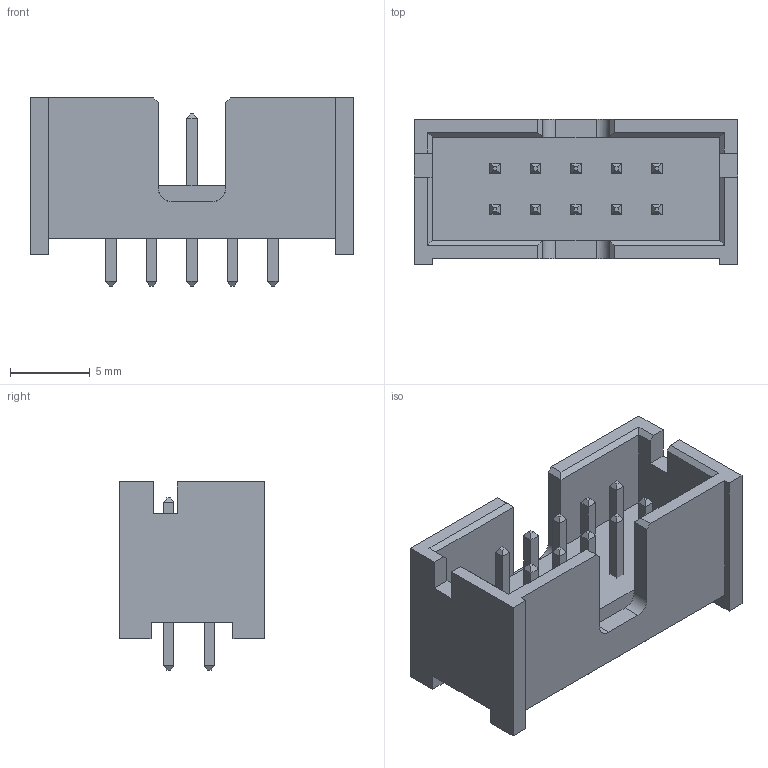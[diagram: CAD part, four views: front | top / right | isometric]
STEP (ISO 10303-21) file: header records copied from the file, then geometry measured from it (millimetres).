
FILE_DESCRIPTION (( 'STEP AP214' ), '1' );
FILE_NAME ('IDC-TH_5103308-1.step', '2022-07-02T14:33:02', ( '' ), ( '' ), 'SwSTEP 2.0', 'SolidWorks 2020', '' );
FILE_SCHEMA (( 'AUTOMOTIVE_DESIGN' ));
Length unit declared in the file: millimetre
Products named in the file (1): IDC-TH_5103308-1
Bounding box: 20.32 x 9.14 x 11.81 mm (x, y, z)
Volume: 916.1 mm3; surface area: 1380.7 mm2
Topology: 11 solids, 11 shells, 470 faces, 1174 edges, 752 vertices
Faces by surface type: plane 361, bspline 105, cylinder 4
Entity records: 19898 total; most frequent: CARTESIAN_POINT 4498, ORIENTED_EDGE 2348, DIRECTION 1524, EDGE_CURVE 1174, VECTOR 792, LINE 792, VERTEX_POINT 752, EDGE_LOOP 496
